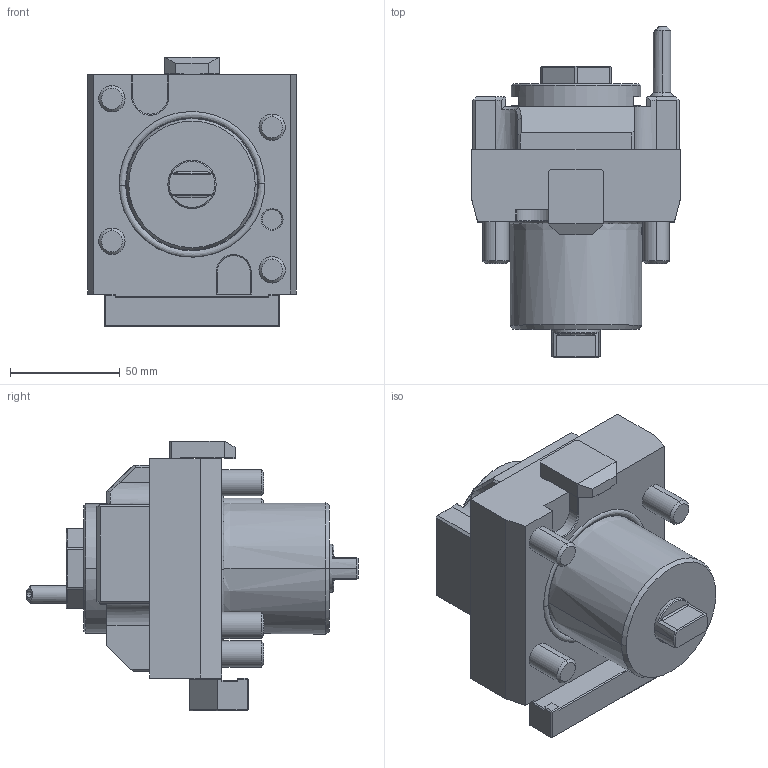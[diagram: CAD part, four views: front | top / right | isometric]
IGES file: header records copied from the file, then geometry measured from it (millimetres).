
Start section:  PTC IGES file: ngt2_60_105_32_1t_ja.igs
Global section: file name: ngt2_60_105_32_1t_ja.igs; native system: Pro/ENGINEER by Parametric Technology Corporation; preprocessor: 2010280; author: vali; organization: Unknown; date: 20250716.122131; units: millimetre
Bounding box: 95 x 151.34 x 123 mm (x, y, z)
Volume: 657834.7 mm3; surface area: 63234.7 mm2
Topology: 1 solids, 1 shells, 323 faces, 807 edges, 489 vertices
Faces by surface type: bspline 217, revolution 106
